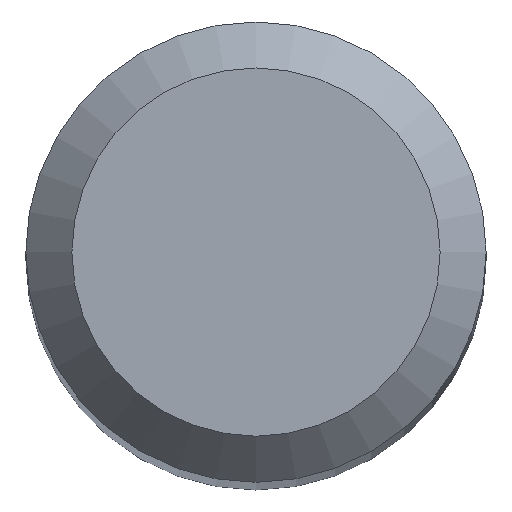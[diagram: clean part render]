
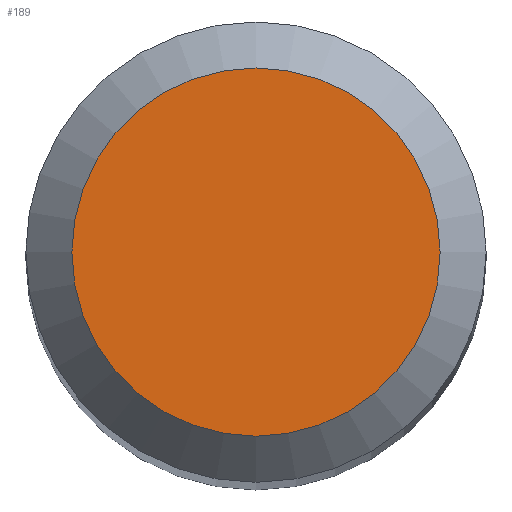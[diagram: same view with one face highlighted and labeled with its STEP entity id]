
A CAD part, top view. The second image highlights one B-rep face of the part: STEP entity #189.
In plain terms, the highlighted planar face has unit normal (0, 0, 1).
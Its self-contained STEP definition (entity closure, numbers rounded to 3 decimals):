
#54 = FACE_OUTER_BOUND ( 'NONE', #154, .T. ) ;
#74 = PLANE ( 'NONE',  #254 ) ;
#87 = AXIS2_PLACEMENT_3D ( 'NONE', #125, #100, #265 ) ;
#100 = DIRECTION ( 'NONE',  ( 0., 0., -1. ) ) ;
#104 = DIRECTION ( 'NONE',  ( 0., 0., -1. ) ) ;
#108 = CARTESIAN_POINT ( 'NONE',  ( 0., 1.2, 50. ) ) ;
#125 = CARTESIAN_POINT ( 'NONE',  ( 0., 0., 50. ) ) ;
#131 = ORIENTED_EDGE ( 'NONE', *, *, #293, .F. ) ;
#144 = DIRECTION ( 'NONE',  ( 0., 1., 0. ) ) ;
#154 = EDGE_LOOP ( 'NONE', ( #131 ) ) ;
#185 = CARTESIAN_POINT ( 'NONE',  ( 0., 0., 50. ) ) ;
#189 = ADVANCED_FACE ( 'NONE', ( #54 ), #74, .F. ) ;
#194 = VERTEX_POINT ( 'NONE', #108 ) ;
#254 = AXIS2_PLACEMENT_3D ( 'NONE', #185, #104, #144 ) ;
#265 = DIRECTION ( 'NONE',  ( 0., 1., 0. ) ) ;
#271 = CIRCLE ( 'NONE', #87, 1.2 ) ;
#293 = EDGE_CURVE ( 'NONE', #194, #194, #271, .T. ) ;
